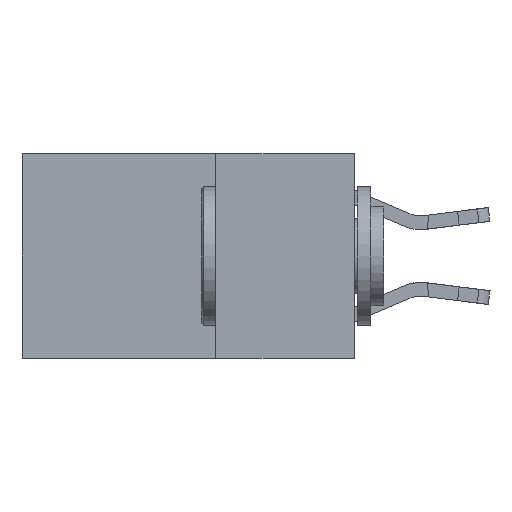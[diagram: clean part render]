
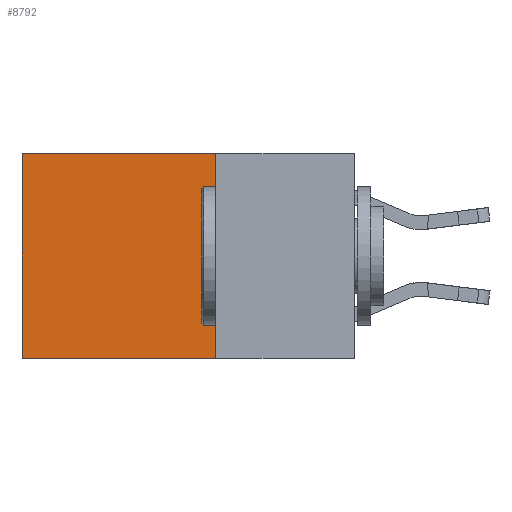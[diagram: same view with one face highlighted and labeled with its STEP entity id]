
A CAD part, left-side view. The second image highlights one B-rep face of the part: STEP entity #8792.
In plain terms, the highlighted planar face has unit normal (-1, 0, 0).
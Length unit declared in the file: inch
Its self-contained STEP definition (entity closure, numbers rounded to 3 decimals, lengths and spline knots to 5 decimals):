
#298 = VECTOR ( 'NONE', #26785, 39.37008 ) ;
#433 = ORIENTED_EDGE ( 'NONE', *, *, #11516, .T. ) ;
#557 = LINE ( 'NONE', #4581, #14051 ) ;
#665 = VERTEX_POINT ( 'NONE', #20871 ) ;
#1340 = DIRECTION ( 'NONE',  ( 1., 0., 0. ) ) ;
#1901 = ORIENTED_EDGE ( 'NONE', *, *, #2319, .F. ) ;
#2216 = DIRECTION ( 'NONE',  ( 0., 0., -1. ) ) ;
#2319 = EDGE_CURVE ( 'NONE', #2351, #2962, #9929, .T. ) ;
#2351 = VERTEX_POINT ( 'NONE', #24569 ) ;
#2708 = VERTEX_POINT ( 'NONE', #22341 ) ;
#2875 = PLANE ( 'NONE',  #12473 ) ;
#2962 = VERTEX_POINT ( 'NONE', #23377 ) ;
#4581 = CARTESIAN_POINT ( 'NONE',  ( 0.2625, 0.25, -0.37 ) ) ;
#8206 = EDGE_CURVE ( 'NONE', #2962, #665, #557, .T. ) ;
#8792 = ADVANCED_FACE ( 'NONE', ( #11292 ), #2875, .F. ) ;
#9929 = LINE ( 'NONE', #22106, #298 ) ;
#9997 = DIRECTION ( 'NONE',  ( 0., 1., 0. ) ) ;
#11292 = FACE_OUTER_BOUND ( 'NONE', #19017, .T. ) ;
#11433 = DIRECTION ( 'NONE',  ( 0., 0., -1. ) ) ;
#11516 = EDGE_CURVE ( 'NONE', #2708, #665, #25142, .T. ) ;
#11697 = CARTESIAN_POINT ( 'NONE',  ( 0.2625, 0.25, 0. ) ) ;
#12473 = AXIS2_PLACEMENT_3D ( 'NONE', #11697, #1340, #11433 ) ;
#12604 = VECTOR ( 'NONE', #2216, 39.37008 ) ;
#13013 = DIRECTION ( 'NONE',  ( 0., 1., 0. ) ) ;
#14051 = VECTOR ( 'NONE', #13013, 39.37008 ) ;
#14260 = EDGE_CURVE ( 'NONE', #2351, #2708, #18851, .T. ) ;
#15921 = ORIENTED_EDGE ( 'NONE', *, *, #8206, .F. ) ;
#18583 = CARTESIAN_POINT ( 'NONE',  ( 0.2625, 0.25, 0. ) ) ;
#18851 = LINE ( 'NONE', #18583, #24108 ) ;
#19017 = EDGE_LOOP ( 'NONE', ( #433, #15921, #1901, #24422 ) ) ;
#20871 = CARTESIAN_POINT ( 'NONE',  ( 0.2625, 0.6, -0.37 ) ) ;
#22106 = CARTESIAN_POINT ( 'NONE',  ( 0.2625, 0.25, 0. ) ) ;
#22341 = CARTESIAN_POINT ( 'NONE',  ( 0.2625, 0.6, 0. ) ) ;
#23377 = CARTESIAN_POINT ( 'NONE',  ( 0.2625, 0.25, -0.37 ) ) ;
#24108 = VECTOR ( 'NONE', #9997, 39.37008 ) ;
#24422 = ORIENTED_EDGE ( 'NONE', *, *, #14260, .T. ) ;
#24569 = CARTESIAN_POINT ( 'NONE',  ( 0.2625, 0.25, 0. ) ) ;
#25142 = LINE ( 'NONE', #25273, #12604 ) ;
#25273 = CARTESIAN_POINT ( 'NONE',  ( 0.2625, 0.6, 0. ) ) ;
#26785 = DIRECTION ( 'NONE',  ( 0., 0., -1. ) ) ;
